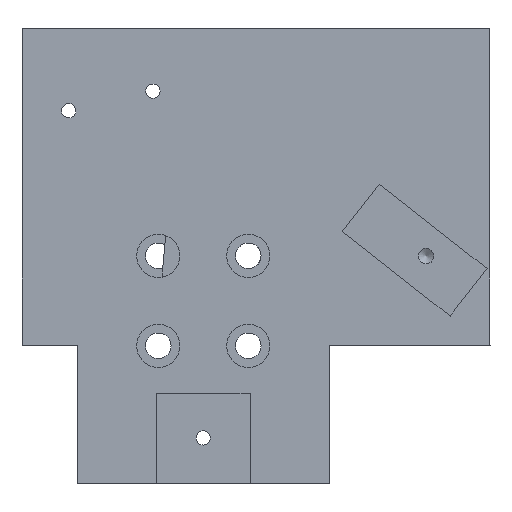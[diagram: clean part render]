
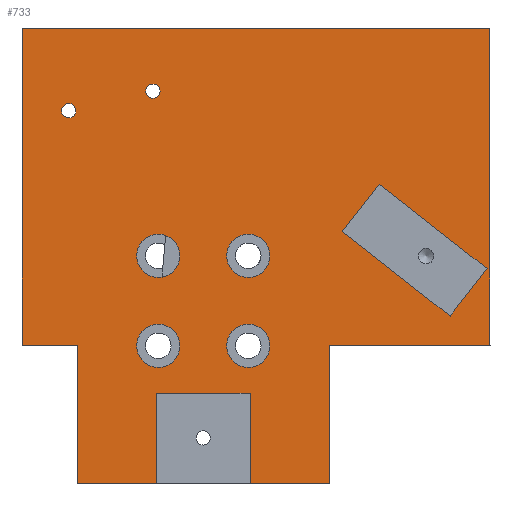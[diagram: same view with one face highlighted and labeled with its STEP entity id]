
A CAD part, front view. The second image highlights one B-rep face of the part: STEP entity #733.
In plain terms, the highlighted planar face has unit normal (0, -1, 0).
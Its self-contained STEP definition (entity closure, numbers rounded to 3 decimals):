
#51=FACE_BOUND('',#169,.T.);
#52=FACE_BOUND('',#170,.T.);
#53=FACE_BOUND('',#171,.T.);
#54=FACE_BOUND('',#172,.T.);
#55=FACE_BOUND('',#173,.T.);
#56=FACE_BOUND('',#174,.T.);
#57=FACE_BOUND('',#175,.T.);
#73=CIRCLE('',#779,6.);
#74=CIRCLE('',#780,6.);
#77=CIRCLE('',#785,6.);
#80=CIRCLE('',#804,2.);
#81=CIRCLE('',#806,2.);
#82=CIRCLE('',#815,6.);
#83=CIRCLE('',#816,6.);
#115=FACE_OUTER_BOUND('',#168,.T.);
#168=EDGE_LOOP('',(#607,#608,#609,#610,#611,#612,#613,#614,#615,#616,#617,
#618));
#169=EDGE_LOOP('',(#619));
#170=EDGE_LOOP('',(#620));
#171=EDGE_LOOP('',(#621));
#172=EDGE_LOOP('',(#622));
#173=EDGE_LOOP('',(#623));
#174=EDGE_LOOP('',(#624,#625,#626,#627));
#175=EDGE_LOOP('',(#628,#629));
#203=LINE('',#1124,#268);
#207=LINE('',#1131,#272);
#208=LINE('',#1135,#273);
#212=LINE('',#1143,#277);
#217=LINE('',#1152,#282);
#221=LINE('',#1165,#286);
#224=LINE('',#1176,#289);
#226=LINE('',#1180,#291);
#228=LINE('',#1183,#293);
#230=LINE('',#1188,#295);
#233=LINE('',#1205,#298);
#237=LINE('',#1213,#302);
#238=LINE('',#1215,#303);
#239=LINE('',#1217,#304);
#240=LINE('',#1218,#305);
#241=LINE('',#1219,#306);
#268=VECTOR('',#915,130.);
#272=VECTOR('',#921,130.);
#273=VECTOR('',#924,10.);
#277=VECTOR('',#930,10.);
#282=VECTOR('',#937,10.);
#286=VECTOR('',#953,10.);
#289=VECTOR('',#966,87.9);
#291=VECTOR('',#970,130.);
#293=VECTOR('',#974,87.9);
#295=VECTOR('',#980,10.);
#298=VECTOR('',#987,10.);
#302=VECTOR('',#993,10.);
#303=VECTOR('',#994,10.);
#304=VECTOR('',#995,10.);
#305=VECTOR('',#996,10.);
#306=VECTOR('',#997,10.);
#342=VERTEX_POINT('',#1097);
#343=VERTEX_POINT('',#1099);
#346=VERTEX_POINT('',#1108);
#348=VERTEX_POINT('',#1121);
#349=VERTEX_POINT('',#1123);
#350=VERTEX_POINT('',#1127);
#351=VERTEX_POINT('',#1129);
#352=VERTEX_POINT('',#1133);
#353=VERTEX_POINT('',#1134);
#356=VERTEX_POINT('',#1142);
#359=VERTEX_POINT('',#1150);
#363=VERTEX_POINT('',#1167);
#364=VERTEX_POINT('',#1171);
#365=VERTEX_POINT('',#1175);
#366=VERTEX_POINT('',#1179);
#367=VERTEX_POINT('',#1187);
#368=VERTEX_POINT('',#1203);
#369=VERTEX_POINT('',#1204);
#372=VERTEX_POINT('',#1212);
#373=VERTEX_POINT('',#1214);
#374=VERTEX_POINT('',#1216);
#375=VERTEX_POINT('',#1220);
#376=VERTEX_POINT('',#1222);
#410=EDGE_CURVE('',#343,#342,#73,.T.);
#411=EDGE_CURVE('',#342,#343,#74,.T.);
#415=EDGE_CURVE('',#346,#346,#77,.T.);
#422=EDGE_CURVE('',#348,#349,#203,.T.);
#426=EDGE_CURVE('',#351,#350,#207,.T.);
#427=EDGE_CURVE('',#352,#353,#208,.T.);
#431=EDGE_CURVE('',#356,#352,#212,.T.);
#436=EDGE_CURVE('',#353,#359,#217,.T.);
#442=EDGE_CURVE('',#359,#356,#221,.T.);
#444=EDGE_CURVE('',#363,#363,#80,.T.);
#446=EDGE_CURVE('',#364,#364,#81,.T.);
#447=EDGE_CURVE('',#349,#365,#224,.T.);
#449=EDGE_CURVE('',#365,#366,#226,.T.);
#451=EDGE_CURVE('',#366,#351,#228,.T.);
#453=EDGE_CURVE('',#350,#367,#230,.T.);
#456=EDGE_CURVE('',#368,#369,#233,.T.);
#460=EDGE_CURVE('',#372,#348,#237,.T.);
#461=EDGE_CURVE('',#372,#373,#238,.T.);
#462=EDGE_CURVE('',#373,#374,#239,.T.);
#463=EDGE_CURVE('',#374,#368,#240,.T.);
#464=EDGE_CURVE('',#369,#367,#241,.T.);
#465=EDGE_CURVE('',#375,#375,#82,.T.);
#466=EDGE_CURVE('',#376,#376,#83,.T.);
#607=ORIENTED_EDGE('',*,*,#426,.F.);
#608=ORIENTED_EDGE('',*,*,#451,.F.);
#609=ORIENTED_EDGE('',*,*,#449,.F.);
#610=ORIENTED_EDGE('',*,*,#447,.F.);
#611=ORIENTED_EDGE('',*,*,#422,.F.);
#612=ORIENTED_EDGE('',*,*,#460,.F.);
#613=ORIENTED_EDGE('',*,*,#461,.T.);
#614=ORIENTED_EDGE('',*,*,#462,.T.);
#615=ORIENTED_EDGE('',*,*,#463,.T.);
#616=ORIENTED_EDGE('',*,*,#456,.T.);
#617=ORIENTED_EDGE('',*,*,#464,.T.);
#618=ORIENTED_EDGE('',*,*,#453,.F.);
#619=ORIENTED_EDGE('',*,*,#465,.T.);
#620=ORIENTED_EDGE('',*,*,#466,.T.);
#621=ORIENTED_EDGE('',*,*,#415,.T.);
#622=ORIENTED_EDGE('',*,*,#446,.F.);
#623=ORIENTED_EDGE('',*,*,#444,.F.);
#624=ORIENTED_EDGE('',*,*,#427,.T.);
#625=ORIENTED_EDGE('',*,*,#436,.T.);
#626=ORIENTED_EDGE('',*,*,#442,.T.);
#627=ORIENTED_EDGE('',*,*,#431,.T.);
#628=ORIENTED_EDGE('',*,*,#411,.T.);
#629=ORIENTED_EDGE('',*,*,#410,.T.);
#697=PLANE('',#814);
#733=ADVANCED_FACE('',(#115,#51,#52,#53,#54,#55,#56,#57),#697,.F.);
#779=AXIS2_PLACEMENT_3D('',#1100,#883,#884);
#780=AXIS2_PLACEMENT_3D('',#1101,#885,#886);
#785=AXIS2_PLACEMENT_3D('',#1110,#896,#897);
#804=AXIS2_PLACEMENT_3D('',#1169,#957,#958);
#806=AXIS2_PLACEMENT_3D('',#1173,#962,#963);
#814=AXIS2_PLACEMENT_3D('',#1211,#991,#992);
#815=AXIS2_PLACEMENT_3D('',#1221,#998,#999);
#816=AXIS2_PLACEMENT_3D('',#1223,#1000,#1001);
#883=DIRECTION('center_axis',(0.,1.,0.));
#884=DIRECTION('ref_axis',(0.,0.,
-1.));
#885=DIRECTION('center_axis',(0.,1.,0.));
#886=DIRECTION('ref_axis',(0.,0.,
-1.));
#896=DIRECTION('center_axis',(0.,1.,0.));
#897=DIRECTION('ref_axis',(0.,0.,
-1.));
#915=DIRECTION('',(-1.,0.,0.));
#921=DIRECTION('',(-1.,0.,0.));
#924=DIRECTION('',(-0.788,0.,0.616));
#930=DIRECTION('',(-0.616,0.,-0.788));
#937=DIRECTION('',(0.616,0.,0.788));
#953=DIRECTION('',(0.788,0.,-0.616));
#957=DIRECTION('center_axis',(0.,-1.,0.));
#958=DIRECTION('ref_axis',(0.,0.,-1.));
#962=DIRECTION('center_axis',(0.,-1.,0.));
#963=DIRECTION('ref_axis',(0.,0.,-1.));
#966=DIRECTION('',(0.,0.,1.));
#970=DIRECTION('',(1.,0.,0.));
#974=DIRECTION('',(0.,0.,-1.));
#980=DIRECTION('',(0.,0.,-1.));
#987=DIRECTION('',(0.,0.,-1.));
#991=DIRECTION('center_axis',(0.,1.,0.));
#992=DIRECTION('ref_axis',(0.,0.,1.));
#993=DIRECTION('',(0.,0.,1.));
#994=DIRECTION('',(1.,0.,0.));
#995=DIRECTION('',(0.,0.,1.));
#996=DIRECTION('',(1.,0.,0.));
#997=DIRECTION('',(1.,0.,0.));
#998=DIRECTION('center_axis',(0.,1.,0.));
#999=DIRECTION('ref_axis',(0.999,0.,0.032));
#1000=DIRECTION('center_axis',(0.,1.,0.));
#1001=DIRECTION('ref_axis',(0.999,0.,0.032));
#1097=CARTESIAN_POINT('',(-5.299,-75.26,-7.679));
#1099=CARTESIAN_POINT('',(-5.299,-75.26,-19.679));
#1100=CARTESIAN_POINT('Origin',(-5.299,-75.26,-13.679));
#1101=CARTESIAN_POINT('Origin',(-5.299,-75.26,-13.679));
#1108=CARTESIAN_POINT('',(19.701,-75.26,-7.679));
#1110=CARTESIAN_POINT('Origin',(19.701,-75.26,-13.679));
#1121=CARTESIAN_POINT('',(-27.799,-75.26,-38.486));
#1123=CARTESIAN_POINT('',(-43.153,-75.26,-38.486));
#1124=CARTESIAN_POINT('',(86.847,-75.26,-38.486));
#1127=CARTESIAN_POINT('',(42.201,-75.26,-38.486));
#1129=CARTESIAN_POINT('',(86.847,-75.26,-38.486));
#1131=CARTESIAN_POINT('',(86.847,-75.26,-38.486));
#1133=CARTESIAN_POINT('',(75.765,-75.26,-30.413));
#1134=CARTESIAN_POINT('',(45.765,-75.26,-6.974));
#1135=CARTESIAN_POINT('',(35.577,-75.26,0.986));
#1142=CARTESIAN_POINT('',(86.047,-75.26,-17.253));
#1143=CARTESIAN_POINT('',(73.995,-75.26,-32.679));
#1150=CARTESIAN_POINT('',(56.047,-75.26,6.186));
#1152=CARTESIAN_POINT('',(49.536,-75.26,-2.148));
#1165=CARTESIAN_POINT('',(45.858,-75.26,14.146));
#1167=CARTESIAN_POINT('',(-30.178,-75.26,28.639));
#1169=CARTESIAN_POINT('Origin',(-30.178,-75.26,26.639));
#1171=CARTESIAN_POINT('',(-6.794,-75.26,34.037));
#1173=CARTESIAN_POINT('Origin',(-6.794,-75.26,32.037));
#1175=CARTESIAN_POINT('',(-43.153,-75.26,49.414));
#1176=CARTESIAN_POINT('',(-43.153,-75.26,-38.486));
#1179=CARTESIAN_POINT('',(86.847,-75.26,49.414));
#1180=CARTESIAN_POINT('',(-43.153,-75.26,49.414));
#1183=CARTESIAN_POINT('',(86.847,-75.26,49.414));
#1187=CARTESIAN_POINT('',(42.201,-75.26,-76.89));
#1188=CARTESIAN_POINT('',(42.201,-75.26,-63.954));
#1203=CARTESIAN_POINT('',(20.198,-75.26,-51.795));
#1204=CARTESIAN_POINT('',(20.198,-75.26,-76.89));
#1205=CARTESIAN_POINT('',(20.198,-75.26,-57.874));
#1211=CARTESIAN_POINT('Origin',(2.201,-75.26,-63.954));
#1212=CARTESIAN_POINT('',(-27.799,-75.26,-76.89));
#1213=CARTESIAN_POINT('',(-27.799,-75.26,-63.954));
#1214=CARTESIAN_POINT('',(-5.796,-75.26,-76.89));
#1215=CARTESIAN_POINT('',(5.951,-75.26,-76.89));
#1216=CARTESIAN_POINT('',(-5.796,-75.26,-51.795));
#1217=CARTESIAN_POINT('',(-5.796,-75.26,-70.371));
#1218=CARTESIAN_POINT('',(10.949,-75.26,-51.795));
#1219=CARTESIAN_POINT('',(5.951,-75.26,-76.89));
#1220=CARTESIAN_POINT('',(-11.299,-75.26,-38.679));
#1221=CARTESIAN_POINT('Origin',(-5.299,-75.26,-38.679));
#1222=CARTESIAN_POINT('',(13.701,-75.26,-38.679));
#1223=CARTESIAN_POINT('Origin',(19.701,-75.26,-38.679));
